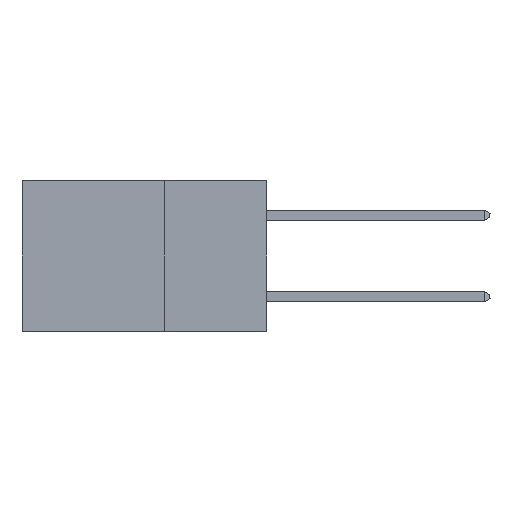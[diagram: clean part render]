
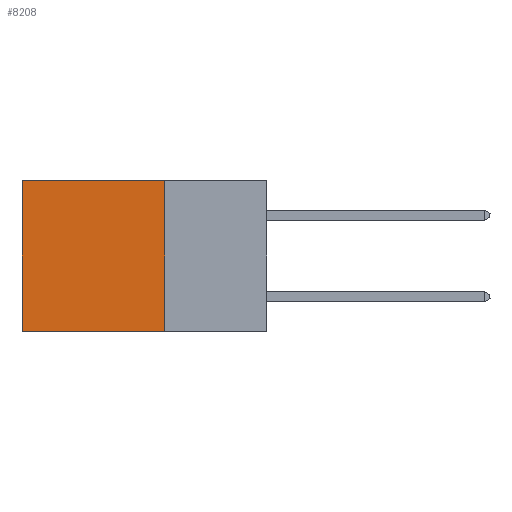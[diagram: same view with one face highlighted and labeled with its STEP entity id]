
A CAD part, left-side view. The second image highlights one B-rep face of the part: STEP entity #8208.
In plain terms, the highlighted planar face has unit normal (-1, 0, 0).
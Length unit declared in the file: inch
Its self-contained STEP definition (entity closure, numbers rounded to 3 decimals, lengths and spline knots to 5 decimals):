
#134 = DIRECTION ( 'NONE',  ( 0., 1., 0. ) ) ;
#1892 = CARTESIAN_POINT ( 'NONE',  ( 0.2875, 0.25, -0.37 ) ) ;
#2660 = CARTESIAN_POINT ( 'NONE',  ( 0.2875, 0.25, 0. ) ) ;
#3114 = VERTEX_POINT ( 'NONE', #15169 ) ;
#3480 = CARTESIAN_POINT ( 'NONE',  ( 0.2875, 0.25, 0. ) ) ;
#3714 = CARTESIAN_POINT ( 'NONE',  ( 0.2875, 0.25, 0. ) ) ;
#3812 = PLANE ( 'NONE',  #16167 ) ;
#6137 = DIRECTION ( 'NONE',  ( 0., 0., -1. ) ) ;
#6470 = EDGE_CURVE ( 'NONE', #15221, #3114, #24019, .T. ) ;
#8111 = LINE ( 'NONE', #3480, #20410 ) ;
#8208 = ADVANCED_FACE ( 'NONE', ( #12801 ), #3812, .F. ) ;
#8549 = VERTEX_POINT ( 'NONE', #2660 ) ;
#9542 = ORIENTED_EDGE ( 'NONE', *, *, #24547, .F. ) ;
#9621 = VECTOR ( 'NONE', #134, 39.37008 ) ;
#9975 = EDGE_LOOP ( 'NONE', ( #12479, #9542, #10696, #27133 ) ) ;
#10081 = CARTESIAN_POINT ( 'NONE',  ( 0.2875, 0.25, 0. ) ) ;
#10696 = ORIENTED_EDGE ( 'NONE', *, *, #21253, .F. ) ;
#11017 = VECTOR ( 'NONE', #25961, 39.37008 ) ;
#11060 = VERTEX_POINT ( 'NONE', #1892 ) ;
#12291 = CARTESIAN_POINT ( 'NONE',  ( 0.2875, 0.6, 0. ) ) ;
#12479 = ORIENTED_EDGE ( 'NONE', *, *, #6470, .T. ) ;
#12801 = FACE_OUTER_BOUND ( 'NONE', #9975, .T. ) ;
#15169 = CARTESIAN_POINT ( 'NONE',  ( 0.2875, 0.6, -0.37 ) ) ;
#15221 = VERTEX_POINT ( 'NONE', #20675 ) ;
#16167 = AXIS2_PLACEMENT_3D ( 'NONE', #3714, #19982, #6137 ) ;
#16752 = LINE ( 'NONE', #10081, #22857 ) ;
#19666 = DIRECTION ( 'NONE',  ( 0., 1., 0. ) ) ;
#19982 = DIRECTION ( 'NONE',  ( 1., 0., 0. ) ) ;
#20410 = VECTOR ( 'NONE', #19666, 39.37008 ) ;
#20675 = CARTESIAN_POINT ( 'NONE',  ( 0.2875, 0.6, 0. ) ) ;
#20680 = EDGE_CURVE ( 'NONE', #8549, #15221, #8111, .T. ) ;
#21253 = EDGE_CURVE ( 'NONE', #8549, #11060, #16752, .T. ) ;
#21945 = LINE ( 'NONE', #27717, #9621 ) ;
#22857 = VECTOR ( 'NONE', #26183, 39.37008 ) ;
#24019 = LINE ( 'NONE', #12291, #11017 ) ;
#24547 = EDGE_CURVE ( 'NONE', #11060, #3114, #21945, .T. ) ;
#25961 = DIRECTION ( 'NONE',  ( 0., 0., -1. ) ) ;
#26183 = DIRECTION ( 'NONE',  ( 0., 0., -1. ) ) ;
#27133 = ORIENTED_EDGE ( 'NONE', *, *, #20680, .T. ) ;
#27717 = CARTESIAN_POINT ( 'NONE',  ( 0.2875, 0.25, -0.37 ) ) ;
